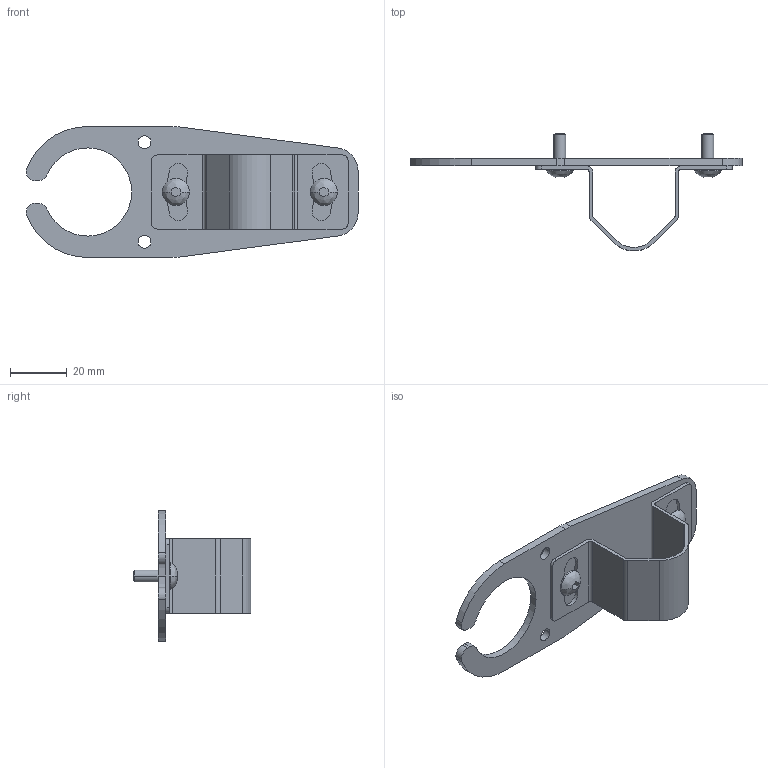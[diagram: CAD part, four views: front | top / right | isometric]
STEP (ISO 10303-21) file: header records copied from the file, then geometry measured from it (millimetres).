
FILE_DESCRIPTION((''),'2;1');
FILE_NAME('167978_ASM','2012-09-10T',('banengservice'),('BANNER ENGINEERING'),'PRO/ENGINEER BY PARAMETRIC TECHNOLOGY CORPORATION, 2009141','PRO/ENGINEER BY PARAMETRIC TECHNOLOGY CORPORATION, 2009141','');
FILE_SCHEMA(('CONFIG_CONTROL_DESIGN'));
Products named in the file (5): 165457; 125454; M5_HEX_BHCS; 28571_ASM; 167978_ASM
Assembly tree (5 placements, depth 3):
  167978_ASM
    28571_ASM
      165457
      125454
      M5_HEX_BHCS  x2
Bounding box: 116.64 x 41.35 x 46 mm (x, y, z)
Volume: 13653.9 mm3; surface area: 15208.3 mm2
Topology: 4 solids, 6 shells, 107 faces, 281 edges, 186 vertices
Faces by surface type: cylinder 54, plane 45, cone 4, bspline 4
Entity records: 3157 total; most frequent: CARTESIAN_POINT 629, DIRECTION 551, ORIENTED_EDGE 478, EDGE_CURVE 243, AXIS2_PLACEMENT_3D 212, VERTEX_POINT 162, VECTOR 127, LINE 127
